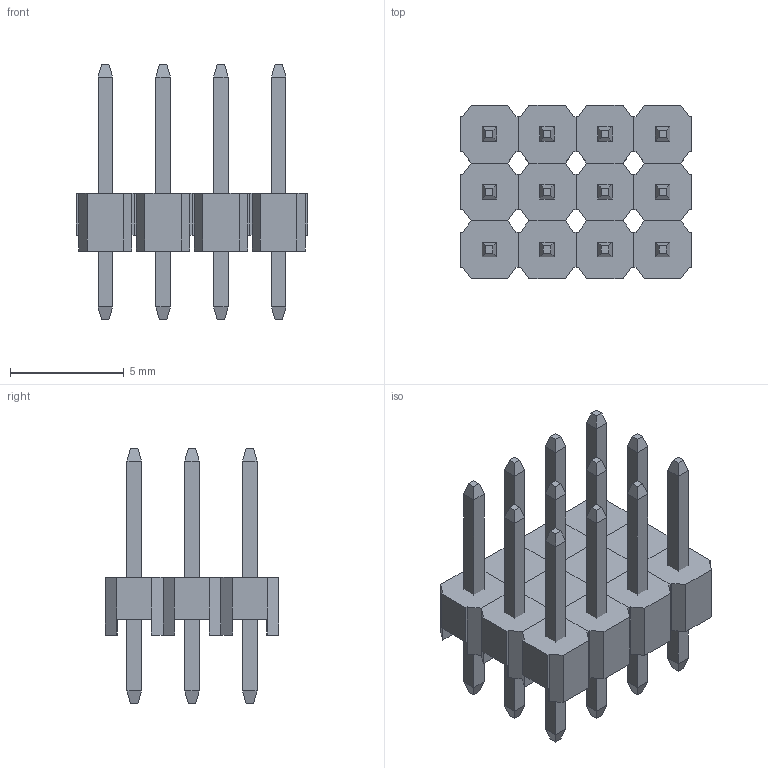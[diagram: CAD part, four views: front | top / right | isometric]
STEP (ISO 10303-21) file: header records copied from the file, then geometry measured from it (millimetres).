
FILE_DESCRIPTION(('FreeCAD Model'),'2;1');
FILE_NAME('3x4-male-pin-header.step', '2014-12-28T21:13:37',('FreeCAD'),('FreeCAD'), 'Open CASCADE STEP processor 6.7','FreeCAD','Unknown');
FILE_SCHEMA(('AUTOMOTIVE_DESIGN_CC2 { 1 2 10303 214 -1 1 5 4 }'));
Length unit declared in the file: millimetre
Products named in the file (1): 3x4-male-pin-header
Bounding box: 10.16 x 7.62 x 11.2 mm (x, y, z)
Volume: 200 mm3; surface area: 770.5 mm2
Topology: 24 solids, 24 shells, 432 faces, 1008 edges, 624 vertices
Faces by surface type: plane 336, bspline 96
Entity records: 27547 total; most frequent: CARTESIAN_POINT 4777, DIRECTION 3290, LINE 2616, VECTOR 2616, ORIENTED_EDGE 2016, PCURVE 2016, DEFINITIONAL_REPRESENTATION 2016, EDGE_CURVE 1008
